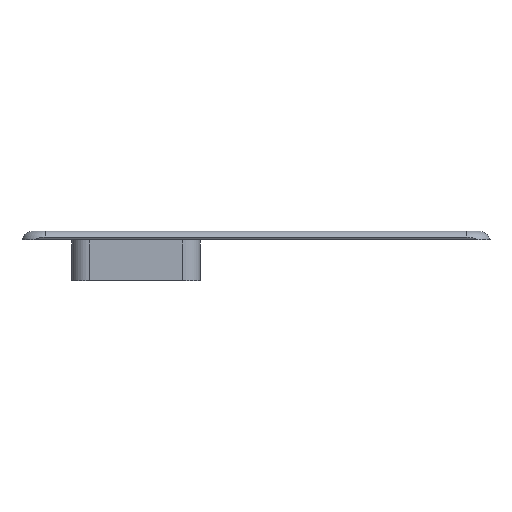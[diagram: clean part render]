
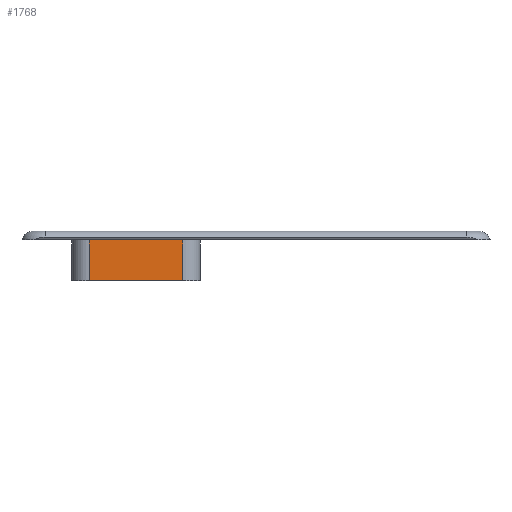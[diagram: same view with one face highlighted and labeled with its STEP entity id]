
A CAD part, left-side view. The second image highlights one B-rep face of the part: STEP entity #1768.
In plain terms, the highlighted planar face has unit normal (-1, 0, 0).
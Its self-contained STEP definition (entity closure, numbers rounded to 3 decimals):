
#203=FACE_OUTER_BOUND('',#301,.T.);
#301=EDGE_LOOP('',(#1273,#1274,#1275,#1276));
#437=LINE('',#2675,#602);
#442=LINE('',#2688,#607);
#443=LINE('',#2691,#608);
#444=LINE('',#2692,#609);
#602=VECTOR('',#2152,10.);
#607=VECTOR('',#2165,10.);
#608=VECTOR('',#2168,10.);
#609=VECTOR('',#2169,10.);
#761=VERTEX_POINT('',#2672);
#762=VERTEX_POINT('',#2674);
#766=VERTEX_POINT('',#2686);
#767=VERTEX_POINT('',#2690);
#956=EDGE_CURVE('',#761,#762,#437,.T.);
#963=EDGE_CURVE('',#766,#762,#442,.T.);
#964=EDGE_CURVE('',#766,#767,#443,.T.);
#965=EDGE_CURVE('',#767,#761,#444,.T.);
#1273=ORIENTED_EDGE('',*,*,#964,.F.);
#1274=ORIENTED_EDGE('',*,*,#963,.T.);
#1275=ORIENTED_EDGE('',*,*,#956,.F.);
#1276=ORIENTED_EDGE('',*,*,#965,.F.);
#1709=PLANE('',#1896);
#1768=ADVANCED_FACE('',(#203),#1709,.T.);
#1896=AXIS2_PLACEMENT_3D('',#2689,#2166,#2167);
#2152=DIRECTION('',(0.,1.,0.));
#2165=DIRECTION('',(0.,0.,-1.));
#2166=DIRECTION('center_axis',(-1.,0.,0.));
#2167=DIRECTION('ref_axis',(0.,1.,0.));
#2168=DIRECTION('',(0.,-1.,0.));
#2169=DIRECTION('',(0.,0.,-1.));
#2672=CARTESIAN_POINT('',(-39.8,18.557,-7.));
#2674=CARTESIAN_POINT('',(-39.8,34.557,-7.));
#2675=CARTESIAN_POINT('',(-39.8,25.557,-7.));
#2686=CARTESIAN_POINT('',(-39.8,34.557,0.));
#2688=CARTESIAN_POINT('',(-39.8,34.557,0.));
#2689=CARTESIAN_POINT('Origin',(-39.8,18.557,0.));
#2690=CARTESIAN_POINT('',(-39.8,18.557,0.));
#2691=CARTESIAN_POINT('',(-39.8,12.307,0.));
#2692=CARTESIAN_POINT('',(-39.8,18.557,0.));
